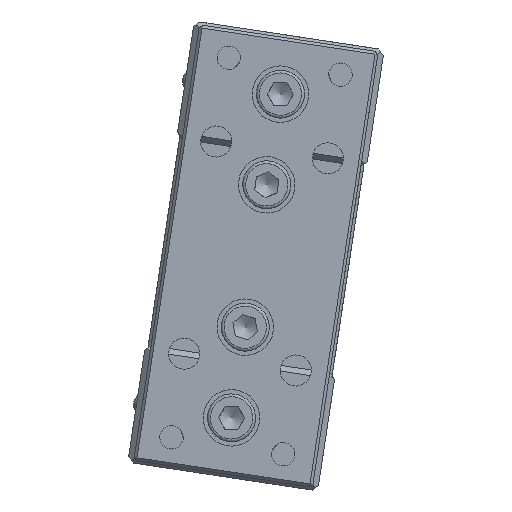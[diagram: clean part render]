
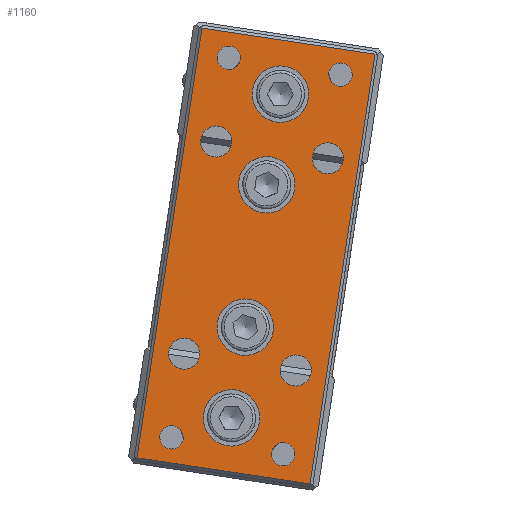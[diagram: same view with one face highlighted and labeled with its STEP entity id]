
A CAD part, left-side view. The second image highlights one B-rep face of the part: STEP entity #1160.
In plain terms, the highlighted planar face has unit normal (-1, 0, 0).
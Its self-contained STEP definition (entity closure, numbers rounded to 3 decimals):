
#1160 = ADVANCED_FACE( '', ( #2302, #2303, #2304, #2305, #2306, #2307, #2308, #2309, #2310, #2311, #2312, #2313, #2314 ), #2315, .F. );
#2302 = FACE_OUTER_BOUND( '', #3408, .T. );
#2303 = FACE_BOUND( '', #3409, .T. );
#2304 = FACE_BOUND( '', #3410, .T. );
#2305 = FACE_BOUND( '', #3411, .T. );
#2306 = FACE_BOUND( '', #3412, .T. );
#2307 = FACE_BOUND( '', #3413, .T. );
#2308 = FACE_BOUND( '', #3414, .T. );
#2309 = FACE_BOUND( '', #3415, .T. );
#2310 = FACE_BOUND( '', #3416, .T. );
#2311 = FACE_BOUND( '', #3417, .T. );
#2312 = FACE_BOUND( '', #3418, .T. );
#2313 = FACE_BOUND( '', #3419, .T. );
#2314 = FACE_BOUND( '', #3420, .T. );
#2315 = PLANE( '', #3421 );
#3408 = EDGE_LOOP( '', ( #5400, #5401, #5402, #5403 ) );
#3409 = EDGE_LOOP( '', ( #5404 ) );
#3410 = EDGE_LOOP( '', ( #5405 ) );
#3411 = EDGE_LOOP( '', ( #5406 ) );
#3412 = EDGE_LOOP( '', ( #5407 ) );
#3413 = EDGE_LOOP( '', ( #5408 ) );
#3414 = EDGE_LOOP( '', ( #5409 ) );
#3415 = EDGE_LOOP( '', ( #5410 ) );
#3416 = EDGE_LOOP( '', ( #5411 ) );
#3417 = EDGE_LOOP( '', ( #5412 ) );
#3418 = EDGE_LOOP( '', ( #5413 ) );
#3419 = EDGE_LOOP( '', ( #5414 ) );
#3420 = EDGE_LOOP( '', ( #5415 ) );
#3421 = AXIS2_PLACEMENT_3D( '', #5416, #5417, #5418 );
#5400 = ORIENTED_EDGE( '', *, *, #6299, .F. );
#5401 = ORIENTED_EDGE( '', *, *, #6386, .F. );
#5402 = ORIENTED_EDGE( '', *, *, #6128, .F. );
#5403 = ORIENTED_EDGE( '', *, *, #6363, .F. );
#5404 = ORIENTED_EDGE( '', *, *, #5844, .T. );
#5405 = ORIENTED_EDGE( '', *, *, #6227, .T. );
#5406 = ORIENTED_EDGE( '', *, *, #5916, .T. );
#5407 = ORIENTED_EDGE( '', *, *, #6102, .T. );
#5408 = ORIENTED_EDGE( '', *, *, #6375, .T. );
#5409 = ORIENTED_EDGE( '', *, *, #6387, .T. );
#5410 = ORIENTED_EDGE( '', *, *, #5656, .T. );
#5411 = ORIENTED_EDGE( '', *, *, #6383, .T. );
#5412 = ORIENTED_EDGE( '', *, *, #5772, .T. );
#5413 = ORIENTED_EDGE( '', *, *, #5799, .T. );
#5414 = ORIENTED_EDGE( '', *, *, #6160, .T. );
#5415 = ORIENTED_EDGE( '', *, *, #6117, .T. );
#5416 = CARTESIAN_POINT( '', ( -6., 0., 0. ) );
#5417 = DIRECTION( '', ( 1., 0., 0. ) );
#5418 = DIRECTION( '', ( 0., 1., 0. ) );
#5656 = EDGE_CURVE( '', #6435, #6435, #6436, .T. );
#5772 = EDGE_CURVE( '', #6635, #6635, #6636, .T. );
#5799 = EDGE_CURVE( '', #6679, #6679, #6680, .T. );
#5844 = EDGE_CURVE( '', #6755, #6755, #6756, .T. );
#5916 = EDGE_CURVE( '', #6866, #6866, #6867, .T. );
#6102 = EDGE_CURVE( '', #7149, #7149, #7150, .T. );
#6117 = EDGE_CURVE( '', #7171, #7171, #7172, .T. );
#6128 = EDGE_CURVE( '', #6826, #6478, #7186, .T. );
#6160 = EDGE_CURVE( '', #7225, #7225, #7226, .T. );
#6227 = EDGE_CURVE( '', #7321, #7321, #7322, .T. );
#6299 = EDGE_CURVE( '', #7255, #6940, #7416, .T. );
#6363 = EDGE_CURVE( '', #6940, #6826, #7489, .T. );
#6375 = EDGE_CURVE( '', #7502, #7502, #7503, .T. );
#6383 = EDGE_CURVE( '', #7512, #7512, #7513, .T. );
#6386 = EDGE_CURVE( '', #6478, #7255, #7516, .T. );
#6387 = EDGE_CURVE( '', #7517, #7517, #7518, .T. );
#6435 = VERTEX_POINT( '', #7571 );
#6436 = CIRCLE( '', #7572, 5. );
#6478 = VERTEX_POINT( '', #7636 );
#6635 = VERTEX_POINT( '', #7845 );
#6636 = CIRCLE( '', #7846, 2.75 );
#6679 = VERTEX_POINT( '', #7899 );
#6680 = CIRCLE( '', #7900, 2.75 );
#6755 = VERTEX_POINT( '', #8020 );
#6756 = CIRCLE( '', #8021, 5. );
#6826 = VERTEX_POINT( '', #8176 );
#6866 = VERTEX_POINT( '', #8225 );
#6867 = CIRCLE( '', #8226, 2.067 );
#6940 = VERTEX_POINT( '', #8325 );
#7149 = VERTEX_POINT( '', #8668 );
#7150 = CIRCLE( '', #8669, 2.067 );
#7171 = VERTEX_POINT( '', #8712 );
#7172 = CIRCLE( '', #8713, 2.75 );
#7186 = LINE( '', #8728, #8729 );
#7225 = VERTEX_POINT( '', #8792 );
#7226 = CIRCLE( '', #8793, 2.75 );
#7255 = VERTEX_POINT( '', #8826 );
#7321 = VERTEX_POINT( '', #8906 );
#7322 = CIRCLE( '', #8907, 5. );
#7416 = LINE( '', #9066, #9067 );
#7489 = LINE( '', #9161, #9162 );
#7502 = VERTEX_POINT( '', #9176 );
#7503 = CIRCLE( '', #9177, 2.067 );
#7512 = VERTEX_POINT( '', #9187 );
#7513 = CIRCLE( '', #9188, 5. );
#7516 = LINE( '', #9191, #9192 );
#7517 = VERTEX_POINT( '', #9193 );
#7518 = CIRCLE( '', #9194, 2.067 );
#7571 = CARTESIAN_POINT( '', ( -6., 12.75, -5. ) );
#7572 = AXIS2_PLACEMENT_3D( '', #9234, #9235, #9236 );
#7636 = CARTESIAN_POINT( '', ( -6., 38.5, 15.5 ) );
#7845 = CARTESIAN_POINT( '', ( -6., -19., 12.75 ) );
#7846 = AXIS2_PLACEMENT_3D( '', #9386, #9387, #9388 );
#7899 = CARTESIAN_POINT( '', ( -6., -19., -7.25 ) );
#7900 = AXIS2_PLACEMENT_3D( '', #9423, #9424, #9425 );
#8020 = CARTESIAN_POINT( '', ( -6., 29., -5. ) );
#8021 = AXIS2_PLACEMENT_3D( '', #9483, #9484, #9485 );
#8176 = CARTESIAN_POINT( '', ( -6., 38.5, -15.5 ) );
#8225 = CARTESIAN_POINT( '', ( -6., 34., 7.933 ) );
#8226 = AXIS2_PLACEMENT_3D( '', #9575, #9576, #9577 );
#8325 = CARTESIAN_POINT( '', ( -6., -38.5, -15.5 ) );
#8668 = CARTESIAN_POINT( '', ( -6., 34., -12.067 ) );
#8669 = AXIS2_PLACEMENT_3D( '', #9835, #9836, #9837 );
#8712 = CARTESIAN_POINT( '', ( -6., 19., -7.25 ) );
#8713 = AXIS2_PLACEMENT_3D( '', #9851, #9852, #9853 );
#8728 = CARTESIAN_POINT( '', ( -6., 38.5, -15.5 ) );
#8729 = VECTOR( '', #9867, 1000. );
#8792 = CARTESIAN_POINT( '', ( -6., 19., 12.75 ) );
#8793 = AXIS2_PLACEMENT_3D( '', #9895, #9896, #9897 );
#8826 = CARTESIAN_POINT( '', ( -6., -38.5, 15.5 ) );
#8906 = CARTESIAN_POINT( '', ( -6., -29., -5. ) );
#8907 = AXIS2_PLACEMENT_3D( '', #9979, #9980, #9981 );
#9066 = CARTESIAN_POINT( '', ( -6., -38.5, 15.5 ) );
#9067 = VECTOR( '', #10050, 1000. );
#9161 = CARTESIAN_POINT( '', ( -6., -38.5, -15.5 ) );
#9162 = VECTOR( '', #10099, 1000. );
#9176 = CARTESIAN_POINT( '', ( -6., -34., 7.933 ) );
#9177 = AXIS2_PLACEMENT_3D( '', #10104, #10105, #10106 );
#9187 = CARTESIAN_POINT( '', ( -6., -12.75, -5. ) );
#9188 = AXIS2_PLACEMENT_3D( '', #10111, #10112, #10113 );
#9191 = CARTESIAN_POINT( '', ( -6., 38.5, 15.5 ) );
#9192 = VECTOR( '', #10114, 1000. );
#9193 = CARTESIAN_POINT( '', ( -6., -34., -12.067 ) );
#9194 = AXIS2_PLACEMENT_3D( '', #10115, #10116, #10117 );
#9234 = CARTESIAN_POINT( '', ( -6., 12.75, 0. ) );
#9235 = DIRECTION( '', ( 1., 0., 0. ) );
#9236 = DIRECTION( '', ( 0., 0., -1. ) );
#9386 = CARTESIAN_POINT( '', ( -6., -19., 10. ) );
#9387 = DIRECTION( '', ( 1., 0., 0. ) );
#9388 = DIRECTION( '', ( 0., 0., 1. ) );
#9423 = CARTESIAN_POINT( '', ( -6., -19., -10. ) );
#9424 = DIRECTION( '', ( 1., 0., 0. ) );
#9425 = DIRECTION( '', ( 0., 0., 1. ) );
#9483 = CARTESIAN_POINT( '', ( -6., 29., 0. ) );
#9484 = DIRECTION( '', ( 1., 0., 0. ) );
#9485 = DIRECTION( '', ( 0., 0., -1. ) );
#9575 = CARTESIAN_POINT( '', ( -6., 34., 10. ) );
#9576 = DIRECTION( '', ( 1., 0., 0. ) );
#9577 = DIRECTION( '', ( 0., 0., -1. ) );
#9835 = CARTESIAN_POINT( '', ( -6., 34., -10. ) );
#9836 = DIRECTION( '', ( 1., 0., 0. ) );
#9837 = DIRECTION( '', ( 0., 0., -1. ) );
#9851 = CARTESIAN_POINT( '', ( -6., 19., -10. ) );
#9852 = DIRECTION( '', ( 1., 0., 0. ) );
#9853 = DIRECTION( '', ( 0., 0., 1. ) );
#9867 = DIRECTION( '', ( 0., 0., 1. ) );
#9895 = CARTESIAN_POINT( '', ( -6., 19., 10. ) );
#9896 = DIRECTION( '', ( 1., 0., 0. ) );
#9897 = DIRECTION( '', ( 0., 0., 1. ) );
#9979 = CARTESIAN_POINT( '', ( -6., -29., 0. ) );
#9980 = DIRECTION( '', ( 1., 0., 0. ) );
#9981 = DIRECTION( '', ( 0., 0., -1. ) );
#10050 = DIRECTION( '', ( 0., 0., -1. ) );
#10099 = DIRECTION( '', ( 0., 1., 0. ) );
#10104 = CARTESIAN_POINT( '', ( -6., -34., 10. ) );
#10105 = DIRECTION( '', ( 1., 0., 0. ) );
#10106 = DIRECTION( '', ( 0., 0., -1. ) );
#10111 = CARTESIAN_POINT( '', ( -6., -12.75, 0. ) );
#10112 = DIRECTION( '', ( 1., 0., 0. ) );
#10113 = DIRECTION( '', ( 0., 0., -1. ) );
#10114 = DIRECTION( '', ( 0., -1., 0. ) );
#10115 = CARTESIAN_POINT( '', ( -6., -34., -10. ) );
#10116 = DIRECTION( '', ( 1., 0., 0. ) );
#10117 = DIRECTION( '', ( 0., 0., -1. ) );
